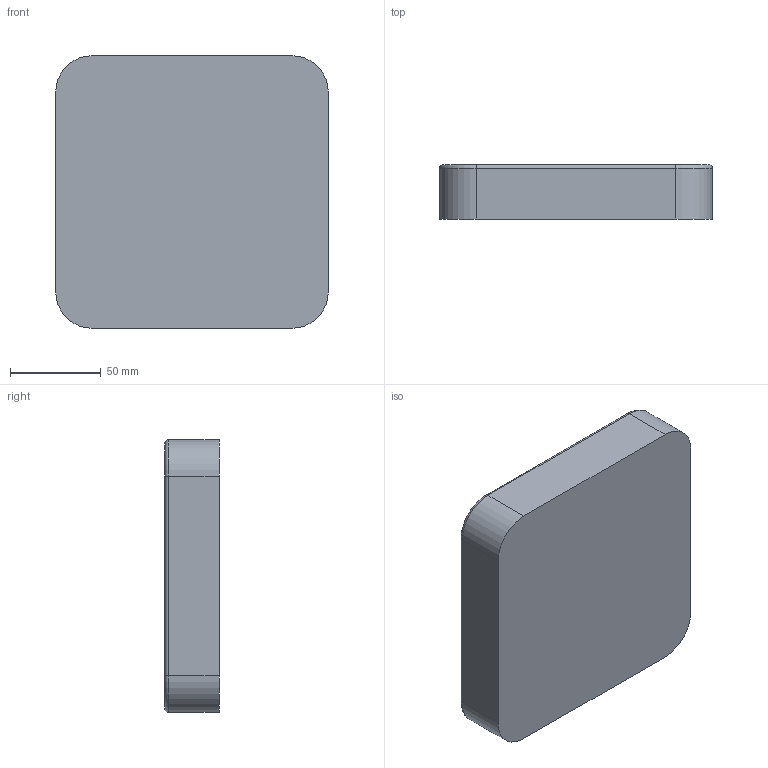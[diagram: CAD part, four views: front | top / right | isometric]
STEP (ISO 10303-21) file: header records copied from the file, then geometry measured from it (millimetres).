
FILE_DESCRIPTION(/* description */ ('Alibre Inc.'),/* implementation_level */ '2;1');
FILE_NAME(/* name */ 'export-A7C67759-6577-45DA-BE9A-8A33EDA392F7',/* time_stamp */ '2023-09-03T02:00:49-05:00',/* author */ (''),/* organization */ (''),/* preprocessor_version */ 'ST-DEVELOPER v17',/* originating_system */ 'Alibre',/* authorisation */ '');
FILE_SCHEMA (('AUTOMOTIVE_DESIGN'));
Length unit declared in the file: centimetre
Bounding box: 150 x 30 x 150 mm (x, y, z)
Volume: 299442.5 mm3; surface area: 71652.6 mm2
Topology: 1 solids, 1 shells, 71 faces, 178 edges, 110 vertices
Faces by surface type: plane 45, cylinder 18, torus 6, cone 2
Entity records: 1994 total; most frequent: ORIENTED_EDGE 356, CARTESIAN_POINT 344, DIRECTION 300, EDGE_CURVE 178, VECTOR 117, LINE 117, AXIS2_PLACEMENT_3D 117, VERTEX_POINT 110
